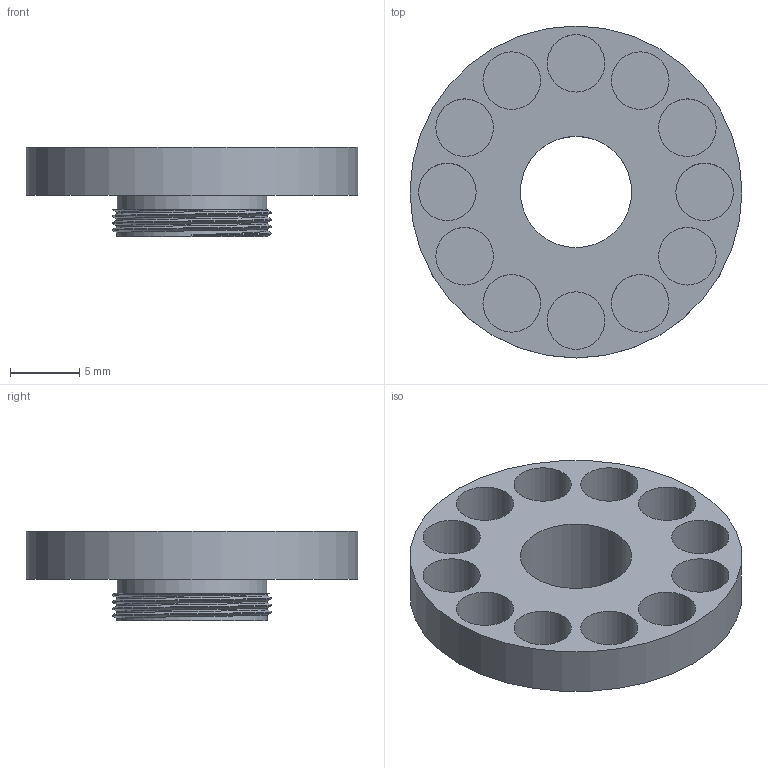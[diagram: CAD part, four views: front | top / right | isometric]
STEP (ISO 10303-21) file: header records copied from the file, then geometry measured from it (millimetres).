
FILE_DESCRIPTION(('Open CASCADE Model'),'2;1');
FILE_NAME('Open CASCADE Shape Model','2025-01-15T20:23:33',('Author'),( 'Open CASCADE'),'Open CASCADE STEP processor 7.7','Open CASCADE 7.7' ,'Unknown');
FILE_SCHEMA(('AUTOMOTIVE_DESIGN { 1 0 10303 214 1 1 1 1 }'));
Length unit declared in the file: millimetre
Products named in the file (4): Open CASCADE STEP translator 7.7 1; Open CASCADE STEP translator 7.7 1.1; Open CASCADE STEP translator 7.7 1.1.1; Open CASCADE STEP translator 7.7 1.1.2
Assembly tree (3 placements, depth 3):
  Open CASCADE STEP translator 7.7 1
    Open CASCADE STEP translator 7.7 1.1
      Open CASCADE STEP translator 7.7 1.1.1
      Open CASCADE STEP translator 7.7 1.1.2
Bounding box: 24 x 24 x 6.5 mm (x, y, z)
Volume: 1000 mm3; surface area: 1992.4 mm2
Topology: 2 solids, 2 shells, 41 faces, 67 edges, 42 vertices
Faces by surface type: plane 17, cylinder 16, bspline 8
Full cylindrical faces by diameter (mm): 4.16 x12, 8.05 x1, 10.83 x1, 10.887 x1, 24 x1
Entity records: 2909 total; most frequent: CARTESIAN_POINT 1454, DIRECTION 263, ORIENTED_EDGE 130, PCURVE 130, DEFINITIONAL_REPRESENTATION 130, LINE 106, VECTOR 106, AXIS2_PLACEMENT_3D 69
